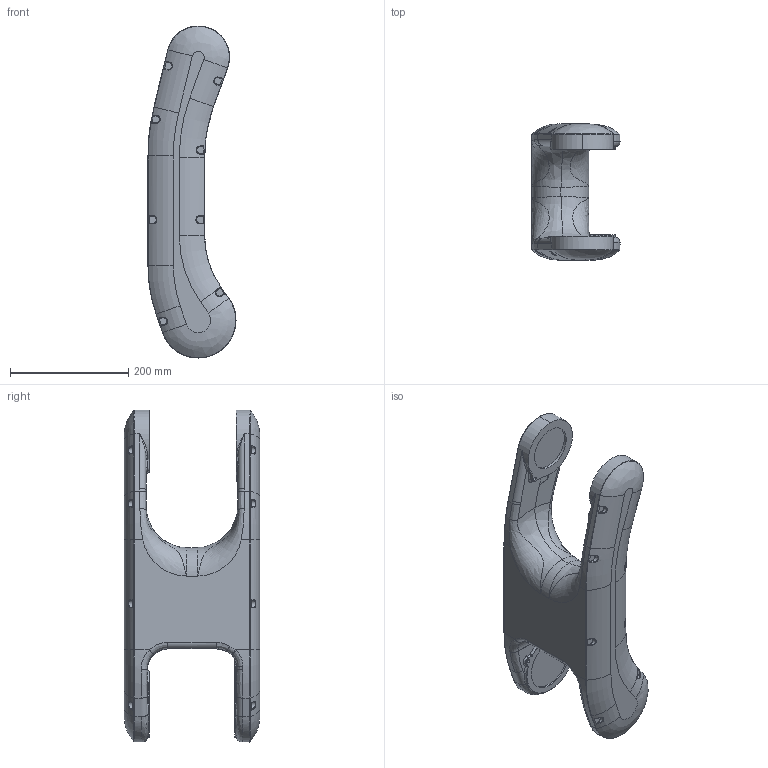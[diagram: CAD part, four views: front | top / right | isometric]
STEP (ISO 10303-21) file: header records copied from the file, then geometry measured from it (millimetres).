
FILE_DESCRIPTION (( 'STEP AP203' ), '1' );
FILE_NAME ('part2_Default_sldprt.STEP', '2023-12-02T08:07:43', ( '' ), ( '' ), 'SwSTEP 2.0', 'SolidWorks 2023', '' );
FILE_SCHEMA (( 'CONFIG_CONTROL_DESIGN' ));
Length unit declared in the file: millimetre
Products named in the file (1): part2_Default_sldprt
Bounding box: 149 x 230 x 562 mm (x, y, z)
Volume: 6343382.5 mm3; surface area: 359097.9 mm2
Topology: 1 solids, 19 shells, 610 faces, 1449 edges, 864 vertices
Faces by surface type: cylinder 196, bspline 145, plane 121, torus 94, cone 38, sphere 16
Entity records: 36655 total; most frequent: CARTESIAN_POINT 23974, ORIENTED_EDGE 2824, DIRECTION 2344, EDGE_CURVE 1412, AXIS2_PLACEMENT_3D 985, VERTEX_POINT 864, EDGE_LOOP 634, ADVANCED_FACE 610
